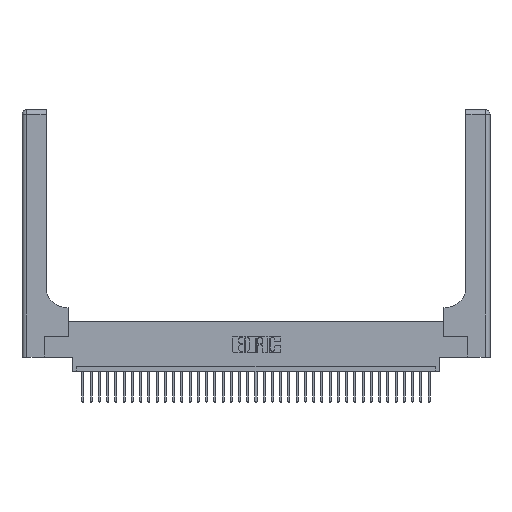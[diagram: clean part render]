
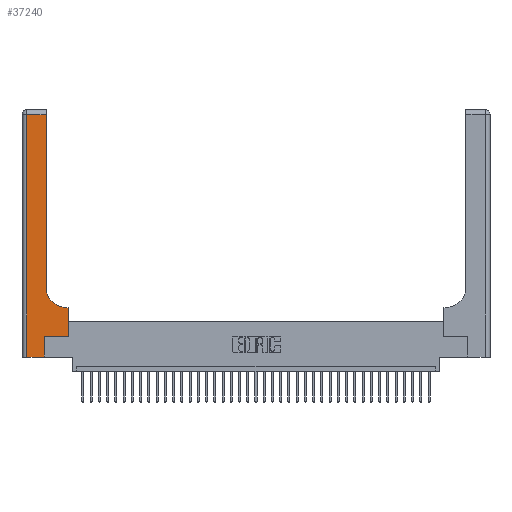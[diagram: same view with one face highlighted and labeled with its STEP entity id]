
A CAD part, top view. The second image highlights one B-rep face of the part: STEP entity #37240.
In plain terms, the highlighted planar face has unit normal (0, 0, 1).
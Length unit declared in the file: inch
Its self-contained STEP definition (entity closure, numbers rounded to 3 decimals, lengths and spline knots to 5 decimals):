
#234 = VECTOR ( 'NONE', #35547, 39.37008 ) ;
#678 = VERTEX_POINT ( 'NONE', #19435 ) ;
#1125 = FACE_OUTER_BOUND ( 'NONE', #18579, .T. ) ;
#1162 = VERTEX_POINT ( 'NONE', #36489 ) ;
#2362 = VECTOR ( 'NONE', #31716, 39.37008 ) ;
#2708 = EDGE_CURVE ( 'NONE', #14268, #1162, #28659, .T. ) ;
#3032 = DIRECTION ( 'NONE',  ( 0., 0., -1. ) ) ;
#3289 = CARTESIAN_POINT ( 'NONE',  ( 0.5585, 0.25, 0.37 ) ) ;
#4566 = EDGE_CURVE ( 'NONE', #24780, #12999, #23233, .T. ) ;
#4719 = ORIENTED_EDGE ( 'NONE', *, *, #5336, .T. ) ;
#5235 = CARTESIAN_POINT ( 'NONE',  ( 0.5585, 0.6, 0.37 ) ) ;
#5336 = EDGE_CURVE ( 'NONE', #5997, #12722, #25011, .T. ) ;
#5997 = VERTEX_POINT ( 'NONE', #5235 ) ;
#6403 = ORIENTED_EDGE ( 'NONE', *, *, #4566, .T. ) ;
#6420 = EDGE_CURVE ( 'NONE', #12999, #21964, #18549, .T. ) ;
#6596 = ORIENTED_EDGE ( 'NONE', *, *, #30473, .T. ) ;
#7961 = LINE ( 'NONE', #33133, #234 ) ;
#8029 = ORIENTED_EDGE ( 'NONE', *, *, #17919, .T. ) ;
#8566 = LINE ( 'NONE', #35497, #33550 ) ;
#8606 = DIRECTION ( 'NONE',  ( -1., 0., 0. ) ) ;
#9954 = CARTESIAN_POINT ( 'NONE',  ( 0., 2.94, 0.37 ) ) ;
#10040 = ORIENTED_EDGE ( 'NONE', *, *, #6420, .T. ) ;
#10368 = CARTESIAN_POINT ( 'NONE',  ( 0.06, 2.94, 0.37 ) ) ;
#10395 = CARTESIAN_POINT ( 'NONE',  ( 0., 0., 0.37 ) ) ;
#11780 = ORIENTED_EDGE ( 'NONE', *, *, #30114, .T. ) ;
#12509 = EDGE_CURVE ( 'NONE', #21964, #678, #7961, .T. ) ;
#12661 = CARTESIAN_POINT ( 'NONE',  ( 0.2915, 0.6, 0.37 ) ) ;
#12722 = VERTEX_POINT ( 'NONE', #30803 ) ;
#12999 = VERTEX_POINT ( 'NONE', #26482 ) ;
#13383 = VECTOR ( 'NONE', #23642, 39.37008 ) ;
#14268 = VERTEX_POINT ( 'NONE', #29567 ) ;
#14815 = CARTESIAN_POINT ( 'NONE',  ( 0.5415, 0.85, 0.37 ) ) ;
#16308 = DIRECTION ( 'NONE',  ( 0., -1., 0. ) ) ;
#16912 = ORIENTED_EDGE ( 'NONE', *, *, #23961, .T. ) ;
#17277 = VECTOR ( 'NONE', #33856, 39.37008 ) ;
#17919 = EDGE_CURVE ( 'NONE', #32698, #5997, #8566, .T. ) ;
#18549 = LINE ( 'NONE', #10395, #37183 ) ;
#18579 = EDGE_LOOP ( 'NONE', ( #31381, #6596, #6403, #10040, #28741, #11780, #8029, #4719, #16912 ) ) ;
#19435 = CARTESIAN_POINT ( 'NONE',  ( 0.269, 0.25, 0.37 ) ) ;
#19733 = CIRCLE ( 'NONE', #27711, 0.25 ) ;
#20213 = LINE ( 'NONE', #29359, #13383 ) ;
#20322 = CARTESIAN_POINT ( 'NONE',  ( 0.2915, 3., 0.37 ) ) ;
#21964 = VERTEX_POINT ( 'NONE', #23073 ) ;
#23073 = CARTESIAN_POINT ( 'NONE',  ( 0.269, 0., 0.37 ) ) ;
#23233 = LINE ( 'NONE', #31003, #28723 ) ;
#23347 = DIRECTION ( 'NONE',  ( 1., 0., 0. ) ) ;
#23642 = DIRECTION ( 'NONE',  ( 1., 0., 0. ) ) ;
#23961 = EDGE_CURVE ( 'NONE', #12722, #14268, #19733, .T. ) ;
#24780 = VERTEX_POINT ( 'NONE', #10368 ) ;
#25011 = LINE ( 'NONE', #12661, #17277 ) ;
#25250 = CARTESIAN_POINT ( 'NONE',  ( 0., 3., 0.37 ) ) ;
#26482 = CARTESIAN_POINT ( 'NONE',  ( 0.06, 0., 0.37 ) ) ;
#27711 = AXIS2_PLACEMENT_3D ( 'NONE', #14815, #32330, #23347 ) ;
#28659 = LINE ( 'NONE', #20322, #2362 ) ;
#28723 = VECTOR ( 'NONE', #16308, 39.37008 ) ;
#28741 = ORIENTED_EDGE ( 'NONE', *, *, #12509, .T. ) ;
#29359 = CARTESIAN_POINT ( 'NONE',  ( 0.269, 0.25, 0.37 ) ) ;
#29420 = LINE ( 'NONE', #9954, #35311 ) ;
#29515 = DIRECTION ( 'NONE',  ( 0., 1., 0. ) ) ;
#29567 = CARTESIAN_POINT ( 'NONE',  ( 0.2915, 0.85, 0.37 ) ) ;
#30114 = EDGE_CURVE ( 'NONE', #678, #32698, #20213, .T. ) ;
#30473 = EDGE_CURVE ( 'NONE', #1162, #24780, #29420, .T. ) ;
#30803 = CARTESIAN_POINT ( 'NONE',  ( 0.5415, 0.6, 0.37 ) ) ;
#30950 = AXIS2_PLACEMENT_3D ( 'NONE', #25250, #3032, #8606 ) ;
#31003 = CARTESIAN_POINT ( 'NONE',  ( 0.06, 3., 0.37 ) ) ;
#31381 = ORIENTED_EDGE ( 'NONE', *, *, #2708, .T. ) ;
#31716 = DIRECTION ( 'NONE',  ( 0., 1., 0. ) ) ;
#32330 = DIRECTION ( 'NONE',  ( 0., 0., -1. ) ) ;
#32698 = VERTEX_POINT ( 'NONE', #3289 ) ;
#33133 = CARTESIAN_POINT ( 'NONE',  ( 0.269, 0., 0.37 ) ) ;
#33191 = DIRECTION ( 'NONE',  ( -1., 0., 0. ) ) ;
#33550 = VECTOR ( 'NONE', #29515, 39.37008 ) ;
#33740 = DIRECTION ( 'NONE',  ( 1., 0., 0. ) ) ;
#33856 = DIRECTION ( 'NONE',  ( -1., 0., 0. ) ) ;
#35311 = VECTOR ( 'NONE', #33191, 39.37008 ) ;
#35497 = CARTESIAN_POINT ( 'NONE',  ( 0.5585, 0.25, 0.37 ) ) ;
#35547 = DIRECTION ( 'NONE',  ( 0., 1., 0. ) ) ;
#36489 = CARTESIAN_POINT ( 'NONE',  ( 0.2915, 2.94, 0.37 ) ) ;
#37183 = VECTOR ( 'NONE', #33740, 39.37008 ) ;
#37240 = ADVANCED_FACE ( 'NONE', ( #1125 ), #37412, .F. ) ;
#37412 = PLANE ( 'NONE',  #30950 ) ;
